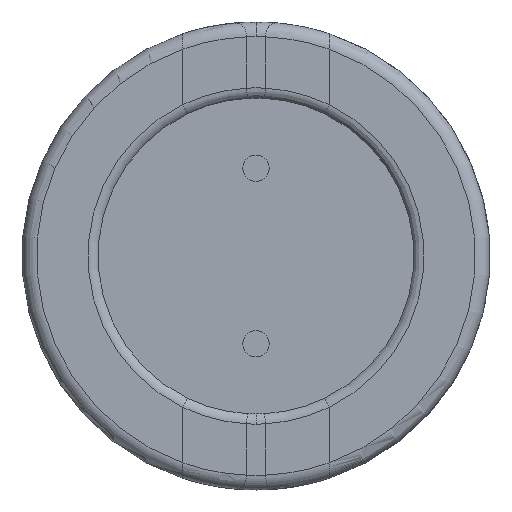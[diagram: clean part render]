
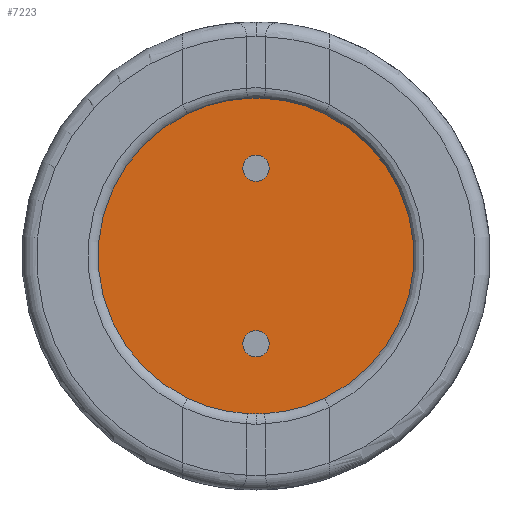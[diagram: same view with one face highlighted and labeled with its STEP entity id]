
A CAD part, left-side view. The second image highlights one B-rep face of the part: STEP entity #7223.
In plain terms, the highlighted planar face has unit normal (-1, 0, 0).
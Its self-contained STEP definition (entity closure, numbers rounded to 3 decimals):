
#97 = ORIENTED_EDGE ( 'NONE', *, *, #2581, .T. ) ;
#233 = CIRCLE ( 'NONE', #9062, 2.7 ) ;
#566 = CIRCLE ( 'NONE', #5023, 2.7 ) ;
#941 = ORIENTED_EDGE ( 'NONE', *, *, #5085, .T. ) ;
#958 = CARTESIAN_POINT ( 'NONE',  ( -2.9, 0., 0. ) ) ;
#1282 = ORIENTED_EDGE ( 'NONE', *, *, #9076, .T. ) ;
#1395 = CARTESIAN_POINT ( 'NONE',  ( -2.9, 0., 0. ) ) ;
#1468 = VERTEX_POINT ( 'NONE', #2797 ) ;
#1706 = FACE_OUTER_BOUND ( 'NONE', #5846, .T. ) ;
#1725 = CIRCLE ( 'NONE', #7155, 2.7 ) ;
#2120 = CARTESIAN_POINT ( 'NONE',  ( -2.9, 1.175, -2.431 ) ) ;
#2173 = EDGE_CURVE ( 'NONE', #5124, #4948, #3532, .T. ) ;
#2204 = ORIENTED_EDGE ( 'NONE', *, *, #3526, .T. ) ;
#2336 = DIRECTION ( 'NONE',  ( 0., 0., 1. ) ) ;
#2581 = EDGE_CURVE ( 'NONE', #5703, #9577, #6365, .T. ) ;
#2595 = AXIS2_PLACEMENT_3D ( 'NONE', #9327, #7626, #4693 ) ;
#2699 = AXIS2_PLACEMENT_3D ( 'NONE', #6451, #8845, #5078 ) ;
#2747 = VERTEX_POINT ( 'NONE', #6764 ) ;
#2756 = CARTESIAN_POINT ( 'NONE',  ( -2.9, 0., 0. ) ) ;
#2797 = CARTESIAN_POINT ( 'NONE',  ( -2.9, -1.175, 2.431 ) ) ;
#3028 = DIRECTION ( 'NONE',  ( -1., 0., 0. ) ) ;
#3075 = PLANE ( 'NONE',  #3785 ) ;
#3152 = ORIENTED_EDGE ( 'NONE', *, *, #4532, .T. ) ;
#3257 = ORIENTED_EDGE ( 'NONE', *, *, #9497, .T. ) ;
#3350 = EDGE_CURVE ( 'NONE', #1468, #9556, #1725, .T. ) ;
#3413 = AXIS2_PLACEMENT_3D ( 'NONE', #6068, #5388, #9092 ) ;
#3526 = EDGE_CURVE ( 'NONE', #9556, #5703, #4446, .T. ) ;
#3532 = CIRCLE ( 'NONE', #8981, 2.7 ) ;
#3577 = CARTESIAN_POINT ( 'NONE',  ( -2.9, 0., 0. ) ) ;
#3785 = AXIS2_PLACEMENT_3D ( 'NONE', #3840, #5248, #2336 ) ;
#3808 = CARTESIAN_POINT ( 'NONE',  ( -2.9, -0.148, 2.696 ) ) ;
#3840 = CARTESIAN_POINT ( 'NONE',  ( -2.9, 0., 0. ) ) ;
#3909 = DIRECTION ( 'NONE',  ( 0., 0., 1. ) ) ;
#4011 = VERTEX_POINT ( 'NONE', #5393 ) ;
#4045 = CIRCLE ( 'NONE', #9481, 2.7 ) ;
#4240 = CARTESIAN_POINT ( 'NONE',  ( -2.9, 0., 0. ) ) ;
#4382 = DIRECTION ( 'NONE',  ( -1., 0., 0. ) ) ;
#4418 = DIRECTION ( 'NONE',  ( 0., 0., 1. ) ) ;
#4446 = CIRCLE ( 'NONE', #2595, 2.7 ) ;
#4532 = EDGE_CURVE ( 'NONE', #4948, #4011, #233, .T. ) ;
#4693 = DIRECTION ( 'NONE',  ( 0., 0., 1. ) ) ;
#4870 = ORIENTED_EDGE ( 'NONE', *, *, #5486, .T. ) ;
#4948 = VERTEX_POINT ( 'NONE', #5497 ) ;
#5023 = AXIS2_PLACEMENT_3D ( 'NONE', #4240, #5115, #7226 ) ;
#5075 = DIRECTION ( 'NONE',  ( 0., 0., 1. ) ) ;
#5078 = DIRECTION ( 'NONE',  ( 0., 0., 1. ) ) ;
#5085 = EDGE_CURVE ( 'NONE', #4011, #2747, #7982, .T. ) ;
#5115 = DIRECTION ( 'NONE',  ( -1., 0., 0. ) ) ;
#5124 = VERTEX_POINT ( 'NONE', #2120 ) ;
#5248 = DIRECTION ( 'NONE',  ( -1., 0., 0. ) ) ;
#5261 = DIRECTION ( 'NONE',  ( -1., 0., 0. ) ) ;
#5388 = DIRECTION ( 'NONE',  ( -1., 0., 0. ) ) ;
#5393 = CARTESIAN_POINT ( 'NONE',  ( -2.9, 0., -2.7 ) ) ;
#5486 = EDGE_CURVE ( 'NONE', #2747, #6223, #566, .T. ) ;
#5497 = CARTESIAN_POINT ( 'NONE',  ( -2.9, 0.148, -2.696 ) ) ;
#5703 = VERTEX_POINT ( 'NONE', #6428 ) ;
#5718 = DIRECTION ( 'NONE',  ( -1., 0., 0. ) ) ;
#5846 = EDGE_LOOP ( 'NONE', ( #97, #1282, #6718, #3152, #941, #4870, #3257, #9018, #2204 ) ) ;
#6068 = CARTESIAN_POINT ( 'NONE',  ( -2.9, 0., 0. ) ) ;
#6223 = VERTEX_POINT ( 'NONE', #8378 ) ;
#6365 = CIRCLE ( 'NONE', #3413, 2.7 ) ;
#6428 = CARTESIAN_POINT ( 'NONE',  ( -2.9, 0.148, 2.696 ) ) ;
#6451 = CARTESIAN_POINT ( 'NONE',  ( -2.9, 0., 0. ) ) ;
#6715 = CIRCLE ( 'NONE', #7174, 2.7 ) ;
#6718 = ORIENTED_EDGE ( 'NONE', *, *, #2173, .T. ) ;
#6764 = CARTESIAN_POINT ( 'NONE',  ( -2.9, -0.148, -2.696 ) ) ;
#7155 = AXIS2_PLACEMENT_3D ( 'NONE', #2756, #8071, #8738 ) ;
#7174 = AXIS2_PLACEMENT_3D ( 'NONE', #3577, #5718, #5075 ) ;
#7223 = ADVANCED_FACE ( 'NONE', ( #1706 ), #3075, .T. ) ;
#7226 = DIRECTION ( 'NONE',  ( 0., 0., 1. ) ) ;
#7626 = DIRECTION ( 'NONE',  ( -1., 0., 0. ) ) ;
#7982 = CIRCLE ( 'NONE', #2699, 2.7 ) ;
#8071 = DIRECTION ( 'NONE',  ( -1., 0., 0. ) ) ;
#8378 = CARTESIAN_POINT ( 'NONE',  ( -2.9, -1.175, -2.431 ) ) ;
#8738 = DIRECTION ( 'NONE',  ( 0., 0., 1. ) ) ;
#8829 = DIRECTION ( 'NONE',  ( 0., 0., 1. ) ) ;
#8845 = DIRECTION ( 'NONE',  ( -1., 0., 0. ) ) ;
#8864 = CARTESIAN_POINT ( 'NONE',  ( -2.9, 0., 0. ) ) ;
#8981 = AXIS2_PLACEMENT_3D ( 'NONE', #8864, #3028, #4418 ) ;
#9012 = CARTESIAN_POINT ( 'NONE',  ( -2.9, 1.175, 2.431 ) ) ;
#9018 = ORIENTED_EDGE ( 'NONE', *, *, #3350, .T. ) ;
#9062 = AXIS2_PLACEMENT_3D ( 'NONE', #1395, #4382, #8829 ) ;
#9076 = EDGE_CURVE ( 'NONE', #9577, #5124, #6715, .T. ) ;
#9092 = DIRECTION ( 'NONE',  ( 0., 0., 1. ) ) ;
#9327 = CARTESIAN_POINT ( 'NONE',  ( -2.9, 0., 0. ) ) ;
#9481 = AXIS2_PLACEMENT_3D ( 'NONE', #958, #5261, #3909 ) ;
#9497 = EDGE_CURVE ( 'NONE', #6223, #1468, #4045, .T. ) ;
#9556 = VERTEX_POINT ( 'NONE', #3808 ) ;
#9577 = VERTEX_POINT ( 'NONE', #9012 ) ;
